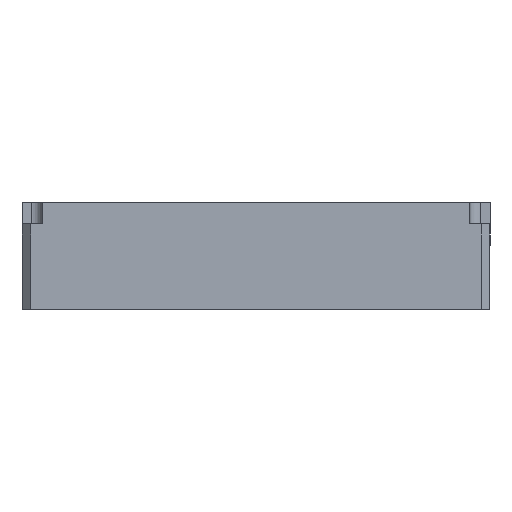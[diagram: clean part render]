
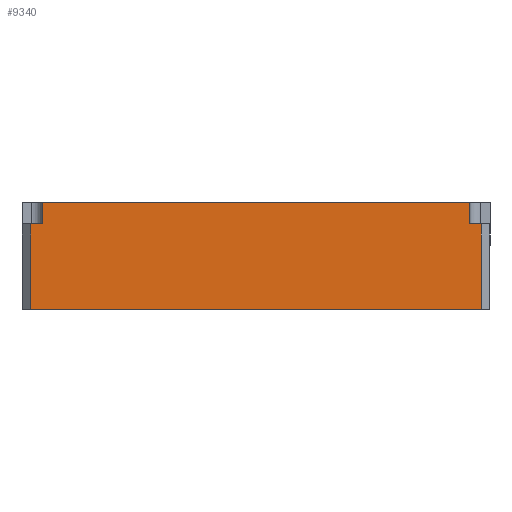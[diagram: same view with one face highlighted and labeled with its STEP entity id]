
A CAD part, front view. The second image highlights one B-rep face of the part: STEP entity #9340.
In plain terms, the highlighted planar face has unit normal (0, -1, 0).
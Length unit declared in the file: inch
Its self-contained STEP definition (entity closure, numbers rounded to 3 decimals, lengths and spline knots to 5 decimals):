
#287 = CARTESIAN_POINT ( 'NONE',  ( 0., 0., 1.257 ) ) ;
#331 = CARTESIAN_POINT ( 'NONE',  ( 0.13, 0., 1.5695 ) ) ;
#1001 = CARTESIAN_POINT ( 'NONE',  ( 0.13, 0., 1.257 ) ) ;
#1448 = LINE ( 'NONE', #287, #2372 ) ;
#1649 = LINE ( 'NONE', #331, #12785 ) ;
#1673 = CARTESIAN_POINT ( 'NONE',  ( 0.296, 0., 1.257 ) ) ;
#1737 = DIRECTION ( 'NONE',  ( 1., 0., 0. ) ) ;
#1808 = CARTESIAN_POINT ( 'NONE',  ( 6.77, 0., 1.5695 ) ) ;
#2241 = CARTESIAN_POINT ( 'NONE',  ( 6.604, 0., 1.257 ) ) ;
#2372 = VECTOR ( 'NONE', #8250, 39.37008 ) ;
#2554 = VERTEX_POINT ( 'NONE', #2241 ) ;
#2828 = CARTESIAN_POINT ( 'NONE',  ( 0.296, 0., 1.5695 ) ) ;
#3302 = LINE ( 'NONE', #12612, #6063 ) ;
#3426 = CARTESIAN_POINT ( 'NONE',  ( 6.77, 0., 0. ) ) ;
#3454 = DIRECTION ( 'NONE',  ( 0., 0., 1. ) ) ;
#3602 = ORIENTED_EDGE ( 'NONE', *, *, #14659, .F. ) ;
#4072 = LINE ( 'NONE', #1673, #4267 ) ;
#4210 = CARTESIAN_POINT ( 'NONE',  ( 0.13, 0., 1.5695 ) ) ;
#4267 = VECTOR ( 'NONE', #6462, 39.37008 ) ;
#4322 = CARTESIAN_POINT ( 'NONE',  ( 6.9, 0., 1.257 ) ) ;
#4915 = ORIENTED_EDGE ( 'NONE', *, *, #7727, .F. ) ;
#4936 = CARTESIAN_POINT ( 'NONE',  ( 0.296, 0., 1.257 ) ) ;
#5037 = CARTESIAN_POINT ( 'NONE',  ( 6.77, 0., 1.257 ) ) ;
#5369 = DIRECTION ( 'NONE',  ( 0., 1., 0. ) ) ;
#5634 = VECTOR ( 'NONE', #6716, 39.37008 ) ;
#5807 = ORIENTED_EDGE ( 'NONE', *, *, #15325, .F. ) ;
#6063 = VECTOR ( 'NONE', #3454, 39.37008 ) ;
#6166 = AXIS2_PLACEMENT_3D ( 'NONE', #4210, #5369, #7916 ) ;
#6362 = VERTEX_POINT ( 'NONE', #2828 ) ;
#6462 = DIRECTION ( 'NONE',  ( 0., 0., 1. ) ) ;
#6646 = CARTESIAN_POINT ( 'NONE',  ( 6.604, 0., 1.5695 ) ) ;
#6716 = DIRECTION ( 'NONE',  ( 1., 0., 0. ) ) ;
#7031 = VERTEX_POINT ( 'NONE', #1001 ) ;
#7069 = ORIENTED_EDGE ( 'NONE', *, *, #10839, .F. ) ;
#7515 = DIRECTION ( 'NONE',  ( 1., 0., 0. ) ) ;
#7727 = EDGE_CURVE ( 'NONE', #11106, #6362, #4072, .T. ) ;
#7839 = LINE ( 'NONE', #1808, #14788 ) ;
#7842 = FACE_OUTER_BOUND ( 'NONE', #10201, .T. ) ;
#7909 = ORIENTED_EDGE ( 'NONE', *, *, #15157, .F. ) ;
#7916 = DIRECTION ( 'NONE',  ( 0., 0., 1. ) ) ;
#7984 = PLANE ( 'NONE',  #6166 ) ;
#8250 = DIRECTION ( 'NONE',  ( 1., 0., 0. ) ) ;
#8634 = VECTOR ( 'NONE', #1737, 39.37008 ) ;
#9300 = VERTEX_POINT ( 'NONE', #12033 ) ;
#9330 = EDGE_CURVE ( 'NONE', #9300, #9550, #12344, .T. ) ;
#9340 = ADVANCED_FACE ( 'NONE', ( #7842 ), #7984, .F. ) ;
#9550 = VERTEX_POINT ( 'NONE', #3426 ) ;
#9595 = VECTOR ( 'NONE', #12637, 39.37008 ) ;
#10196 = LINE ( 'NONE', #4322, #5634 ) ;
#10201 = EDGE_LOOP ( 'NONE', ( #7909, #4915, #3602, #14971, #13294, #5807, #7069, #13845 ) ) ;
#10282 = EDGE_CURVE ( 'NONE', #7031, #9300, #14973, .T. ) ;
#10832 = VERTEX_POINT ( 'NONE', #6646 ) ;
#10839 = EDGE_CURVE ( 'NONE', #2554, #11957, #10196, .T. ) ;
#11007 = CARTESIAN_POINT ( 'NONE',  ( 0.13, 0., 0. ) ) ;
#11106 = VERTEX_POINT ( 'NONE', #4936 ) ;
#11294 = EDGE_CURVE ( 'NONE', #2554, #10832, #3302, .T. ) ;
#11957 = VERTEX_POINT ( 'NONE', #5037 ) ;
#12033 = CARTESIAN_POINT ( 'NONE',  ( 0.13, 0., 0. ) ) ;
#12344 = LINE ( 'NONE', #11007, #8634 ) ;
#12476 = CARTESIAN_POINT ( 'NONE',  ( 0.13, 0., 1.5695 ) ) ;
#12612 = CARTESIAN_POINT ( 'NONE',  ( 6.604, 0., 1.257 ) ) ;
#12637 = DIRECTION ( 'NONE',  ( 0., 0., -1. ) ) ;
#12785 = VECTOR ( 'NONE', #7515, 39.37008 ) ;
#13294 = ORIENTED_EDGE ( 'NONE', *, *, #9330, .T. ) ;
#13845 = ORIENTED_EDGE ( 'NONE', *, *, #11294, .T. ) ;
#14659 = EDGE_CURVE ( 'NONE', #7031, #11106, #1448, .T. ) ;
#14788 = VECTOR ( 'NONE', #15138, 39.37008 ) ;
#14971 = ORIENTED_EDGE ( 'NONE', *, *, #10282, .T. ) ;
#14973 = LINE ( 'NONE', #12476, #9595 ) ;
#15138 = DIRECTION ( 'NONE',  ( 0., 0., -1. ) ) ;
#15157 = EDGE_CURVE ( 'NONE', #6362, #10832, #1649, .T. ) ;
#15325 = EDGE_CURVE ( 'NONE', #11957, #9550, #7839, .T. ) ;
